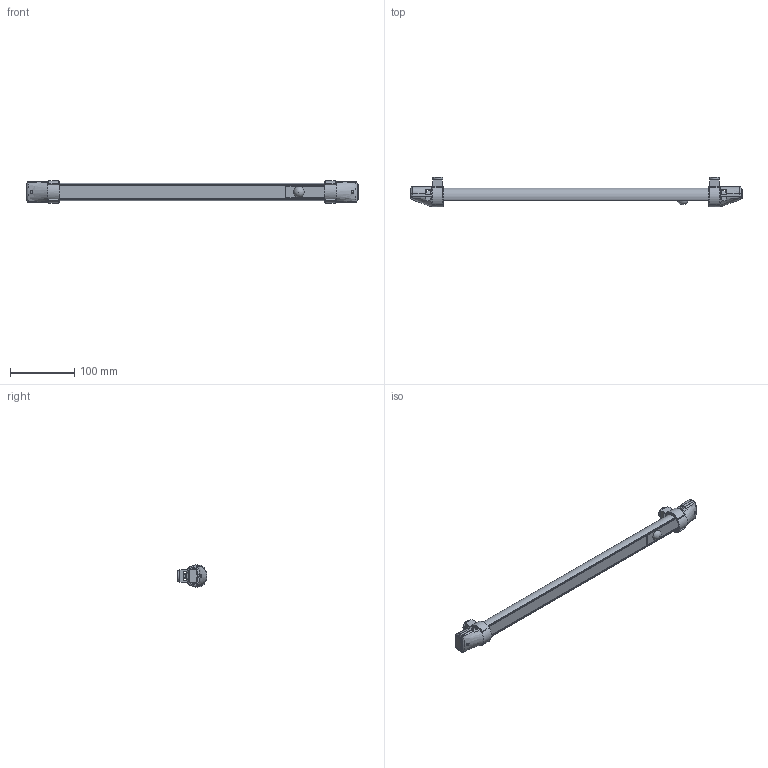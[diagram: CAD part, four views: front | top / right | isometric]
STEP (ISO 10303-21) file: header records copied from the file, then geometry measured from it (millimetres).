
FILE_DESCRIPTION(/* description */ (''),/* implementation_level */ '2;1');
FILE_NAME(/* name */ '112230_LED08-D-B-M20.stp',/* time_stamp */ '2025-04-11T13:51:28+02:00',/* author */ ('CAD'),/* organization */ (''),/* preprocessor_version */ 'ST-DEVELOPER v15.6',/* originating_system */ 'Autodesk Inventor 2015',/* authorisation */ '');
FILE_SCHEMA (('AUTOMOTIVE_DESIGN { 1 0 10303 214 3 1 1 }'));
Length unit declared in the file: millimetre
Products named in the file (1): 112230_LED08-D-B-M20_Shrinkwrap_1
Bounding box: 516 x 46.5 x 34.91 mm (x, y, z)
Surface area: 52822.1 mm2 (no closed solid volume)
Topology: 0 solids, 28 shells, 151 faces, 695 edges, 545 vertices
Faces by surface type: plane 66, bspline 40, cylinder 36, torus 8, sphere 1
Full cylindrical faces by diameter (mm): 2 x1, 4 x2, 16 x2
Entity records: 8951 total; most frequent: CARTESIAN_POINT 3750, DIRECTION 924, ORIENTED_EDGE 914, EDGE_CURVE 681, VERTEX_POINT 541, LINE 322, VECTOR 322, AXIS2_PLACEMENT_3D 301
